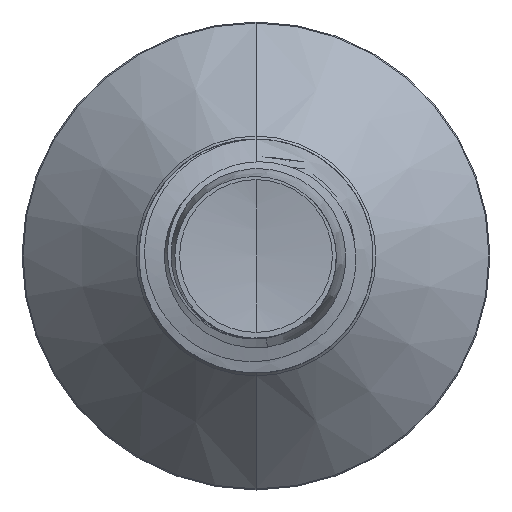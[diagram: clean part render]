
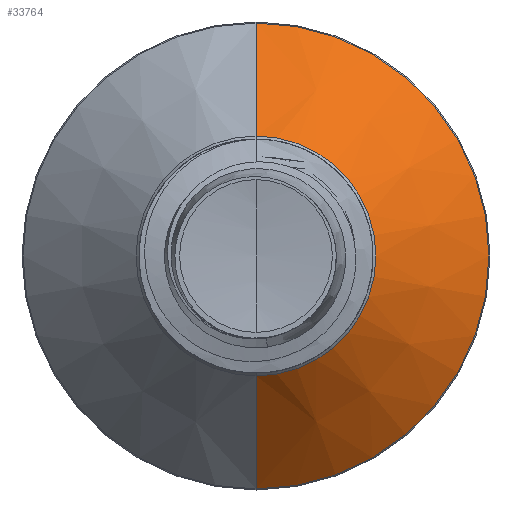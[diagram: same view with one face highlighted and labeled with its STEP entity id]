
A CAD part, front view. The second image highlights one B-rep face of the part: STEP entity #33764.
In plain terms, the highlighted conical face has half-angle 45 degrees and reference radius 2.563 mm.
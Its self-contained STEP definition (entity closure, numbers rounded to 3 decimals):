
#18 = ORIENTED_EDGE ( 'NONE', *, *, #37518, .T. ) ;
#367 = DIRECTION ( 'NONE',  ( 0., 0., 1. ) ) ;
#557 = AXIS2_PLACEMENT_3D ( 'NONE', #37743, #19920, #1915 ) ;
#994 = FACE_OUTER_BOUND ( 'NONE', #1703, .T. ) ;
#1703 = EDGE_LOOP ( 'NONE', ( #18, #3697, #3972, #34720 ) ) ;
#1915 = DIRECTION ( 'NONE',  ( 0., 0., 1. ) ) ;
#2433 = CARTESIAN_POINT ( 'NONE',  ( 0., 21.813, 2.563 ) ) ;
#3357 = DIRECTION ( 'NONE',  ( 0., 1., 0. ) ) ;
#3697 = ORIENTED_EDGE ( 'NONE', *, *, #36936, .T. ) ;
#3797 = VECTOR ( 'NONE', #20437, 1000. ) ;
#3972 = ORIENTED_EDGE ( 'NONE', *, *, #17033, .F. ) ;
#4948 = CARTESIAN_POINT ( 'NONE',  ( 0., 24.228, -4.978 ) ) ;
#5487 = VERTEX_POINT ( 'NONE', #4948 ) ;
#8049 = CONICAL_SURFACE ( 'NONE', #37722, 2.563, 0.785 ) ;
#9486 = CIRCLE ( 'NONE', #557, 4.978 ) ;
#11262 = DIRECTION ( 'NONE',  ( 0., 0.707, -0.707 ) ) ;
#15218 = CARTESIAN_POINT ( 'NONE',  ( 0., 21.813, 0. ) ) ;
#15778 = AXIS2_PLACEMENT_3D ( 'NONE', #15218, #36044, #18202 ) ;
#17033 = EDGE_CURVE ( 'NONE', #30882, #5487, #9486, .T. ) ;
#18202 = DIRECTION ( 'NONE',  ( 0., 0., 1. ) ) ;
#19356 = LINE ( 'NONE', #26278, #35177 ) ;
#19546 = VERTEX_POINT ( 'NONE', #34209 ) ;
#19920 = DIRECTION ( 'NONE',  ( 0., 1., 0. ) ) ;
#19990 = CARTESIAN_POINT ( 'NONE',  ( 0., 24.228, 4.978 ) ) ;
#20437 = DIRECTION ( 'NONE',  ( 0., 0.707, 0.707 ) ) ;
#26278 = CARTESIAN_POINT ( 'NONE',  ( 0., 21.813, -2.563 ) ) ;
#26779 = LINE ( 'NONE', #2433, #3797 ) ;
#28895 = VERTEX_POINT ( 'NONE', #29007 ) ;
#29007 = CARTESIAN_POINT ( 'NONE',  ( 0., 21.813, -2.563 ) ) ;
#30882 = VERTEX_POINT ( 'NONE', #19990 ) ;
#32389 = CIRCLE ( 'NONE', #15778, 2.563 ) ;
#32809 = CARTESIAN_POINT ( 'NONE',  ( 0., 21.813, 0. ) ) ;
#33192 = EDGE_CURVE ( 'NONE', #19546, #30882, #26779, .T. ) ;
#33764 = ADVANCED_FACE ( 'NONE', ( #994 ), #8049, .T. ) ;
#34209 = CARTESIAN_POINT ( 'NONE',  ( 0., 21.813, 2.563 ) ) ;
#34720 = ORIENTED_EDGE ( 'NONE', *, *, #33192, .F. ) ;
#35177 = VECTOR ( 'NONE', #11262, 1000. ) ;
#36044 = DIRECTION ( 'NONE',  ( 0., 1., 0. ) ) ;
#36936 = EDGE_CURVE ( 'NONE', #28895, #5487, #19356, .T. ) ;
#37518 = EDGE_CURVE ( 'NONE', #19546, #28895, #32389, .T. ) ;
#37722 = AXIS2_PLACEMENT_3D ( 'NONE', #32809, #3357, #367 ) ;
#37743 = CARTESIAN_POINT ( 'NONE',  ( 0., 24.228, 0. ) ) ;
